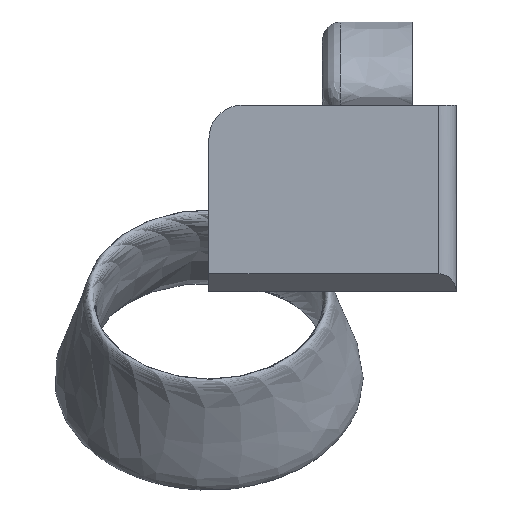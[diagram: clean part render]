
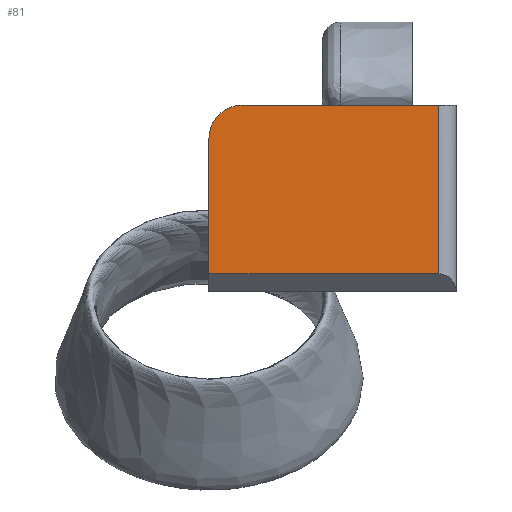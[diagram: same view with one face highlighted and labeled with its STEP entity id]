
A CAD part, front view. The second image highlights one B-rep face of the part: STEP entity #81.
In plain terms, the highlighted planar face has unit normal (0, -1, 0).
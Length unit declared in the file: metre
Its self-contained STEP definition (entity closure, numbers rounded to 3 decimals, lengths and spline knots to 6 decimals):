
#81 = ADVANCED_FACE( '', ( #160 ), #161, .T. );
#160 = FACE_OUTER_BOUND( '', #3460, .T. );
#161 = PLANE( '', #3461 );
#3460 = EDGE_LOOP( '', ( #4431, #4432, #4433, #4434, #4435 ) );
#3461 = AXIS2_PLACEMENT_3D( '', #4436, #4437, #4438 );
#4431 = ORIENTED_EDGE( '', *, *, #4500, .T. );
#4432 = ORIENTED_EDGE( '', *, *, #4502, .T. );
#4433 = ORIENTED_EDGE( '', *, *, #4459, .F. );
#4434 = ORIENTED_EDGE( '', *, *, #4509, .T. );
#4435 = ORIENTED_EDGE( '', *, *, #4495, .T. );
#4436 = CARTESIAN_POINT( '', ( 0.002871, -0.0254, 0.00067 ) );
#4437 = DIRECTION( '', ( 0., -1., 0. ) );
#4438 = DIRECTION( '', ( 1., 0., 0. ) );
#4459 = EDGE_CURVE( '', #4538, #4540, #4541, .T. );
#4495 = EDGE_CURVE( '', #4597, #4595, #4598, .T. );
#4500 = EDGE_CURVE( '', #4595, #4603, #4605, .T. );
#4502 = EDGE_CURVE( '', #4603, #4540, #4607, .F. );
#4509 = EDGE_CURVE( '', #4538, #4597, #4615, .T. );
#4538 = VERTEX_POINT( '', #4711 );
#4540 = VERTEX_POINT( '', #4714 );
#4541 = LINE( '', #4715, #4716 );
#4595 = VERTEX_POINT( '', #5180 );
#4597 = VERTEX_POINT( '', #5183 );
#4598 = LINE( '', #5184, #5185 );
#4603 = VERTEX_POINT( '', #5192 );
#4605 = LINE( '', #5194, #5195 );
#4607 = LINE( '', #5197, #5198 );
#4615 = CIRCLE( '', #5327, 0.009442 );
#4711 = CARTESIAN_POINT( '', ( -0.022715, -0.0254, 0.027085 ) );
#4714 = CARTESIAN_POINT( '', ( 0.032819, -0.0254, 0.027085 ) );
#4715 = CARTESIAN_POINT( '', ( 0.007592, -0.0254, 0.027085 ) );
#4716 = VECTOR( '', #5580, 1. );
#5180 = CARTESIAN_POINT( '', ( -0.032157, -0.0254, -0.020665 ) );
#5183 = CARTESIAN_POINT( '', ( -0.032157, -0.0254, 0.017642 ) );
#5184 = CARTESIAN_POINT( '', ( -0.032157, -0.0254, -0.004051 ) );
#5185 = VECTOR( '', #5607, 1. );
#5192 = CARTESIAN_POINT( '', ( 0.032819, -0.0254, -0.020665 ) );
#5194 = CARTESIAN_POINT( '', ( 0.037899, -0.0254, -0.020665 ) );
#5195 = VECTOR( '', #5613, 1. );
#5197 = CARTESIAN_POINT( '', ( 0.032819, -0.0254, 0.00067 ) );
#5198 = VECTOR( '', #5614, 1. );
#5327 = AXIS2_PLACEMENT_3D( '', #5616, #5617, #5618 );
#5580 = DIRECTION( '', ( 1., 0., 0. ) );
#5607 = DIRECTION( '', ( 0., 0., -1. ) );
#5613 = DIRECTION( '', ( 1., 0., 0. ) );
#5614 = DIRECTION( '', ( 0., 0., -1. ) );
#5616 = CARTESIAN_POINT( '', ( -0.022715, -0.0254, 0.017642 ) );
#5617 = DIRECTION( '', ( 0., -1., 0. ) );
#5618 = DIRECTION( '', ( 0., 0., -1. ) );
